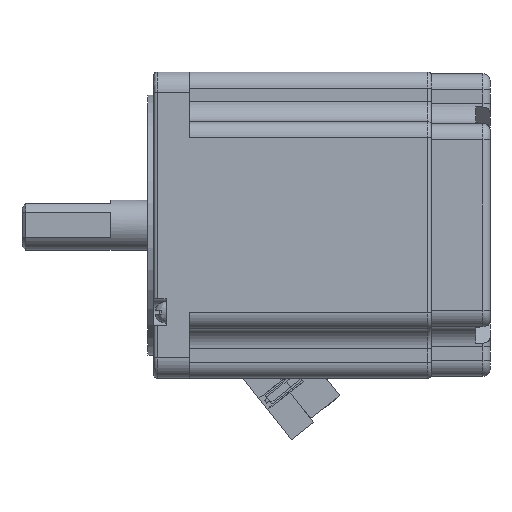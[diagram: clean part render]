
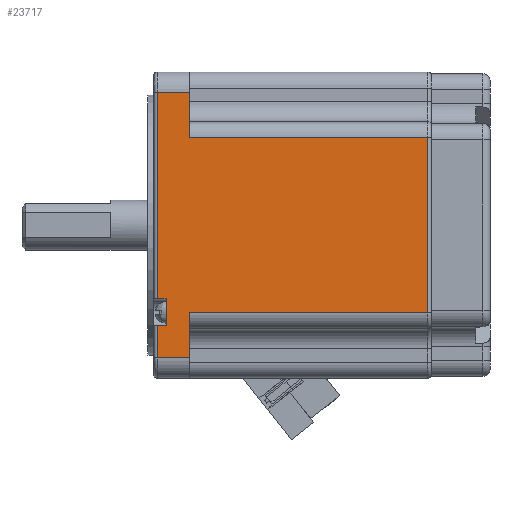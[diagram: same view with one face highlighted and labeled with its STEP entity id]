
A CAD part, front view. The second image highlights one B-rep face of the part: STEP entity #23717.
In plain terms, the highlighted face is planar.
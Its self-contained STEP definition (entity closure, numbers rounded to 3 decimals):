
#384 = DIRECTION ( 'NONE',  ( 0., 1., 0. ) ) ;
#702 = ORIENTED_EDGE ( 'NONE', *, *, #6189, .T. ) ;
#928 = VECTOR ( 'NONE', #15050, 1000. ) ;
#1120 = CARTESIAN_POINT ( 'NONE',  ( -52.358, -13.54, 0. ) ) ;
#1498 = ORIENTED_EDGE ( 'NONE', *, *, #9897, .T. ) ;
#1929 = LINE ( 'NONE', #7181, #22542 ) ;
#2086 = ORIENTED_EDGE ( 'NONE', *, *, #24490, .T. ) ;
#2204 = DIRECTION ( 'NONE',  ( -1., 0., 0. ) ) ;
#2393 = LINE ( 'NONE', #18277, #17074 ) ;
#2507 = ORIENTED_EDGE ( 'NONE', *, *, #6441, .T. ) ;
#2651 = VERTEX_POINT ( 'NONE', #4091 ) ;
#3385 = DIRECTION ( 'NONE',  ( 1., 0., 0. ) ) ;
#4091 = CARTESIAN_POINT ( 'NONE',  ( -101.558, -13.54, -77. ) ) ;
#4282 = EDGE_CURVE ( 'NONE', #22870, #15056, #10049, .T. ) ;
#4313 = CARTESIAN_POINT ( 'NONE',  ( -56.258, -13.54, -1. ) ) ;
#4391 = LINE ( 'NONE', #11528, #24999 ) ;
#4427 = LINE ( 'NONE', #19102, #19719 ) ;
#4827 = ORIENTED_EDGE ( 'NONE', *, *, #12163, .T. ) ;
#4875 = ORIENTED_EDGE ( 'NONE', *, *, #23997, .T. ) ;
#5054 = DIRECTION ( 'NONE',  ( 0., 0., 1. ) ) ;
#5572 = LINE ( 'NONE', #1120, #928 ) ;
#6066 = VERTEX_POINT ( 'NONE', #18865 ) ;
#6189 = EDGE_CURVE ( 'NONE', #2651, #6303, #10314, .T. ) ;
#6286 = PLANE ( 'NONE',  #25665 ) ;
#6303 = VERTEX_POINT ( 'NONE', #25564 ) ;
#6395 = ORIENTED_EDGE ( 'NONE', *, *, #22269, .T. ) ;
#6441 = EDGE_CURVE ( 'NONE', #9963, #2651, #14682, .T. ) ;
#7181 = CARTESIAN_POINT ( 'NONE',  ( -119.958, -13.54, -1. ) ) ;
#8094 = CARTESIAN_POINT ( 'NONE',  ( -119.958, -13.54, -3.5 ) ) ;
#8495 = LINE ( 'NONE', #8094, #13808 ) ;
#8760 = VERTEX_POINT ( 'NONE', #13164 ) ;
#8916 = CARTESIAN_POINT ( 'NONE',  ( -48.658, -13.54, -1. ) ) ;
#9897 = EDGE_CURVE ( 'NONE', #11003, #25855, #1929, .T. ) ;
#9922 = CARTESIAN_POINT ( 'NONE',  ( -119.958, -13.54, -10. ) ) ;
#9963 = VERTEX_POINT ( 'NONE', #17599 ) ;
#10049 = LINE ( 'NONE', #21968, #25385 ) ;
#10314 = LINE ( 'NONE', #21207, #19688 ) ;
#10489 = EDGE_CURVE ( 'NONE', #6066, #9963, #5572, .T. ) ;
#10973 = VERTEX_POINT ( 'NONE', #22808 ) ;
#11003 = VERTEX_POINT ( 'NONE', #8916 ) ;
#11068 = DIRECTION ( 'NONE',  ( 0., 0., -1. ) ) ;
#11528 = CARTESIAN_POINT ( 'NONE',  ( -119.958, -13.54, -10. ) ) ;
#12010 = ORIENTED_EDGE ( 'NONE', *, *, #10489, .T. ) ;
#12163 = EDGE_CURVE ( 'NONE', #15056, #19765, #2393, .T. ) ;
#12323 = CARTESIAN_POINT ( 'NONE',  ( -119.958, -13.54, 0. ) ) ;
#12499 = ORIENTED_EDGE ( 'NONE', *, *, #22786, .T. ) ;
#13164 = CARTESIAN_POINT ( 'NONE',  ( -48.658, -13.54, -3.5 ) ) ;
#13627 = DIRECTION ( 'NONE',  ( 0., 0., 1. ) ) ;
#13808 = VECTOR ( 'NONE', #20054, 1000. ) ;
#14338 = DIRECTION ( 'NONE',  ( 0., 0., 1. ) ) ;
#14682 = LINE ( 'NONE', #16149, #19359 ) ;
#14840 = VECTOR ( 'NONE', #15956, 1000. ) ;
#14974 = VECTOR ( 'NONE', #5054, 1000. ) ;
#15050 = DIRECTION ( 'NONE',  ( 0., 0., -1. ) ) ;
#15056 = VERTEX_POINT ( 'NONE', #4313 ) ;
#15589 = ORIENTED_EDGE ( 'NONE', *, *, #20584, .T. ) ;
#15935 = DIRECTION ( 'NONE',  ( 1., 0., 0. ) ) ;
#15956 = DIRECTION ( 'NONE',  ( -1., 0., 0. ) ) ;
#16149 = CARTESIAN_POINT ( 'NONE',  ( -101.558, -13.54, -77. ) ) ;
#16159 = EDGE_LOOP ( 'NONE', ( #12010, #2507, #702, #15589, #2086, #18330, #4827, #21838, #6395, #1498, #12499, #4875 ) ) ;
#16298 = LINE ( 'NONE', #17567, #21609 ) ;
#17074 = VECTOR ( 'NONE', #24286, 1000. ) ;
#17567 = CARTESIAN_POINT ( 'NONE',  ( -48.658, -13.54, 0. ) ) ;
#17599 = CARTESIAN_POINT ( 'NONE',  ( -52.358, -13.54, -77. ) ) ;
#18277 = CARTESIAN_POINT ( 'NONE',  ( -56.258, -13.54, 0. ) ) ;
#18330 = ORIENTED_EDGE ( 'NONE', *, *, #4282, .T. ) ;
#18865 = CARTESIAN_POINT ( 'NONE',  ( -52.358, -13.54, -10. ) ) ;
#19102 = CARTESIAN_POINT ( 'NONE',  ( -39.658, -13.54, 0. ) ) ;
#19359 = VECTOR ( 'NONE', #2204, 1000. ) ;
#19688 = VECTOR ( 'NONE', #23243, 1000. ) ;
#19719 = VECTOR ( 'NONE', #11068, 1000. ) ;
#19765 = VERTEX_POINT ( 'NONE', #23157 ) ;
#19944 = CARTESIAN_POINT ( 'NONE',  ( -39.658, -13.54, -1. ) ) ;
#20054 = DIRECTION ( 'NONE',  ( 1., 0., 0. ) ) ;
#20143 = LINE ( 'NONE', #9922, #14840 ) ;
#20584 = EDGE_CURVE ( 'NONE', #6303, #20860, #20143, .T. ) ;
#20633 = FACE_OUTER_BOUND ( 'NONE', #16159, .T. ) ;
#20860 = VERTEX_POINT ( 'NONE', #22866 ) ;
#21021 = CARTESIAN_POINT ( 'NONE',  ( -114.258, -13.54, 0. ) ) ;
#21207 = CARTESIAN_POINT ( 'NONE',  ( -101.558, -13.54, 0. ) ) ;
#21609 = VECTOR ( 'NONE', #13627, 1000. ) ;
#21838 = ORIENTED_EDGE ( 'NONE', *, *, #22399, .T. ) ;
#21968 = CARTESIAN_POINT ( 'NONE',  ( -119.958, -13.54, -1. ) ) ;
#22269 = EDGE_CURVE ( 'NONE', #8760, #11003, #16298, .T. ) ;
#22399 = EDGE_CURVE ( 'NONE', #19765, #8760, #8495, .T. ) ;
#22542 = VECTOR ( 'NONE', #3385, 1000. ) ;
#22786 = EDGE_CURVE ( 'NONE', #25855, #10973, #4427, .T. ) ;
#22808 = CARTESIAN_POINT ( 'NONE',  ( -39.658, -13.54, -10. ) ) ;
#22866 = CARTESIAN_POINT ( 'NONE',  ( -114.258, -13.54, -10. ) ) ;
#22870 = VERTEX_POINT ( 'NONE', #23397 ) ;
#23157 = CARTESIAN_POINT ( 'NONE',  ( -56.258, -13.54, -3.5 ) ) ;
#23243 = DIRECTION ( 'NONE',  ( 0., 0., 1. ) ) ;
#23397 = CARTESIAN_POINT ( 'NONE',  ( -114.258, -13.54, -1. ) ) ;
#23607 = DIRECTION ( 'NONE',  ( -1., 0., 0. ) ) ;
#23717 = ADVANCED_FACE ( 'NONE', ( #20633 ), #6286, .T. ) ;
#23997 = EDGE_CURVE ( 'NONE', #10973, #6066, #4391, .T. ) ;
#24286 = DIRECTION ( 'NONE',  ( 0., 0., -1. ) ) ;
#24490 = EDGE_CURVE ( 'NONE', #20860, #22870, #25589, .T. ) ;
#24999 = VECTOR ( 'NONE', #23607, 1000. ) ;
#25385 = VECTOR ( 'NONE', #15935, 1000. ) ;
#25564 = CARTESIAN_POINT ( 'NONE',  ( -101.558, -13.54, -10. ) ) ;
#25589 = LINE ( 'NONE', #21021, #14974 ) ;
#25665 = AXIS2_PLACEMENT_3D ( 'NONE', #12323, #384, #14338 ) ;
#25855 = VERTEX_POINT ( 'NONE', #19944 ) ;
